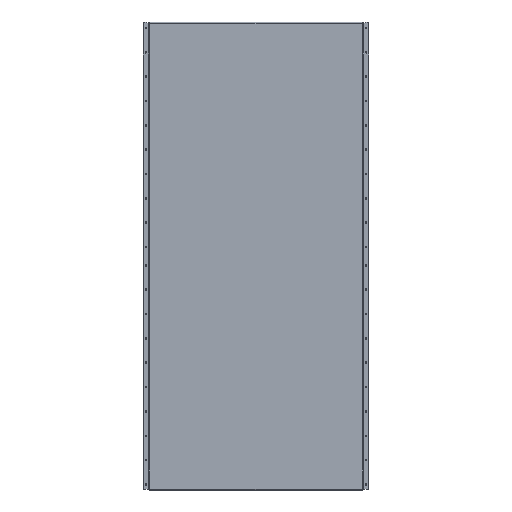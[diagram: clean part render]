
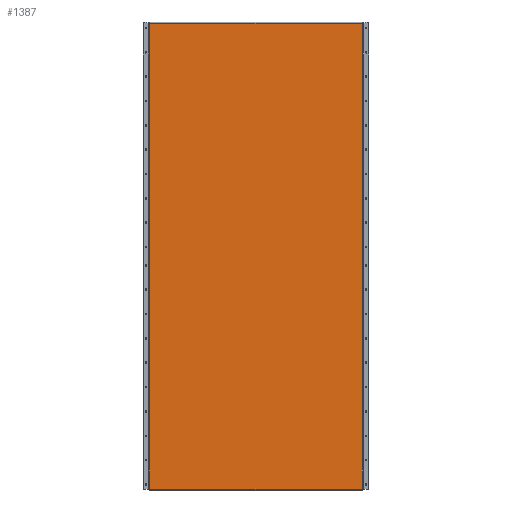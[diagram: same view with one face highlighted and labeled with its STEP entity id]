
A CAD part, front view. The second image highlights one B-rep face of the part: STEP entity #1387.
In plain terms, the highlighted planar face has unit normal (0, -1, 0).
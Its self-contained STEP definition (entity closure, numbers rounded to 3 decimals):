
#39 = DIRECTION ( 'NONE',  ( 0., 0., -1. ) ) ;
#239 = ORIENTED_EDGE ( 'NONE', *, *, #2723, .T. ) ;
#258 = VECTOR ( 'NONE', #948, 1000. ) ;
#395 = VECTOR ( 'NONE', #2783, 1000. ) ;
#480 = DIRECTION ( 'NONE',  ( 0., -1., 0. ) ) ;
#634 = VECTOR ( 'NONE', #3040, 1000. ) ;
#790 = ORIENTED_EDGE ( 'NONE', *, *, #4589, .F. ) ;
#948 = DIRECTION ( 'NONE',  ( 0., 0., -1. ) ) ;
#982 = EDGE_CURVE ( 'NONE', #4608, #4289, #2378, .T. ) ;
#1076 = EDGE_LOOP ( 'NONE', ( #3247, #790, #3925, #239 ) ) ;
#1387 = ADVANCED_FACE ( 'NONE', ( #2343 ), #4526, .T. ) ;
#1828 = CARTESIAN_POINT ( 'NONE',  ( 877., 0., 1912. ) ) ;
#1916 = CARTESIAN_POINT ( 'NONE',  ( 877., 0., 1912. ) ) ;
#2250 = CARTESIAN_POINT ( 'NONE',  ( 4., 0., 0. ) ) ;
#2343 = FACE_OUTER_BOUND ( 'NONE', #1076, .T. ) ;
#2378 = LINE ( 'NONE', #4056, #395 ) ;
#2469 = CARTESIAN_POINT ( 'NONE',  ( 4., 0., 1912. ) ) ;
#2659 = LINE ( 'NONE', #2685, #634 ) ;
#2685 = CARTESIAN_POINT ( 'NONE',  ( 0., 0., 0. ) ) ;
#2723 = EDGE_CURVE ( 'NONE', #4289, #5661, #3404, .T. ) ;
#2783 = DIRECTION ( 'NONE',  ( -1., 0., 0. ) ) ;
#2818 = VECTOR ( 'NONE', #5238, 1000. ) ;
#3040 = DIRECTION ( 'NONE',  ( -1., 0., 0. ) ) ;
#3247 = ORIENTED_EDGE ( 'NONE', *, *, #4414, .F. ) ;
#3404 = LINE ( 'NONE', #4286, #2818 ) ;
#3575 = AXIS2_PLACEMENT_3D ( 'NONE', #5000, #480, #39 ) ;
#3925 = ORIENTED_EDGE ( 'NONE', *, *, #982, .T. ) ;
#4056 = CARTESIAN_POINT ( 'NONE',  ( 0., 0., 1912. ) ) ;
#4148 = LINE ( 'NONE', #1916, #258 ) ;
#4286 = CARTESIAN_POINT ( 'NONE',  ( 4., 0., 1912. ) ) ;
#4289 = VERTEX_POINT ( 'NONE', #2469 ) ;
#4414 = EDGE_CURVE ( 'NONE', #4588, #5661, #2659, .T. ) ;
#4526 = PLANE ( 'NONE',  #3575 ) ;
#4588 = VERTEX_POINT ( 'NONE', #5016 ) ;
#4589 = EDGE_CURVE ( 'NONE', #4608, #4588, #4148, .T. ) ;
#4608 = VERTEX_POINT ( 'NONE', #1828 ) ;
#5000 = CARTESIAN_POINT ( 'NONE',  ( 0., 0., 1912. ) ) ;
#5016 = CARTESIAN_POINT ( 'NONE',  ( 877., 0., 0. ) ) ;
#5238 = DIRECTION ( 'NONE',  ( 0., 0., -1. ) ) ;
#5661 = VERTEX_POINT ( 'NONE', #2250 ) ;
